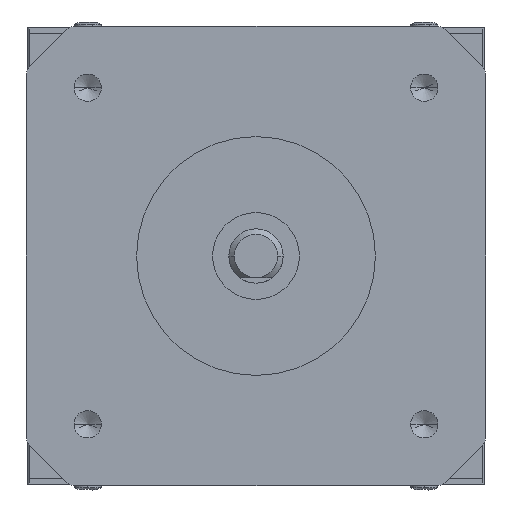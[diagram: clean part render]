
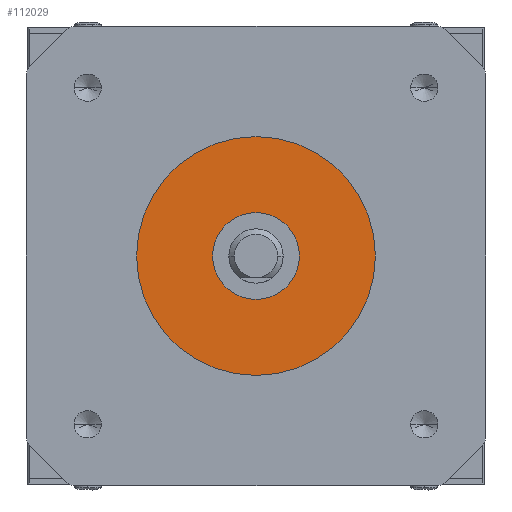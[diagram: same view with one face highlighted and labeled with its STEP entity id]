
A CAD part, front view. The second image highlights one B-rep face of the part: STEP entity #112029.
In plain terms, the highlighted face is planar.
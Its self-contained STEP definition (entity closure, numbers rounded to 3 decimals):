
#3490 = DIRECTION ( 'NONE',  ( 0., 0., -1. ) ) ;
#4093 = CARTESIAN_POINT ( 'NONE',  ( -4., 0., -27.5 ) ) ;
#8304 = FACE_OUTER_BOUND ( 'NONE', #71135, .T. ) ;
#9935 = VERTEX_POINT ( 'NONE', #4093 ) ;
#9991 = CARTESIAN_POINT ( 'NONE',  ( 0., 0., -27.5 ) ) ;
#10058 = DIRECTION ( 'NONE',  ( 0., 0., -1. ) ) ;
#18723 = CIRCLE ( 'NONE', #115804, 11. ) ;
#18880 = DIRECTION ( 'NONE',  ( 0., 0., -1. ) ) ;
#20761 = VERTEX_POINT ( 'NONE', #74424 ) ;
#23434 = CARTESIAN_POINT ( 'NONE',  ( 0., 0., -27.5 ) ) ;
#27099 = ORIENTED_EDGE ( 'NONE', *, *, #27761, .T. ) ;
#27761 = EDGE_CURVE ( 'NONE', #28533, #96290, #43709, .T. ) ;
#28533 = VERTEX_POINT ( 'NONE', #39752 ) ;
#29412 = EDGE_CURVE ( 'NONE', #20761, #9935, #72050, .T. ) ;
#39752 = CARTESIAN_POINT ( 'NONE',  ( 11., 0., -27.5 ) ) ;
#41569 = CARTESIAN_POINT ( 'NONE',  ( -11., 0., -27.5 ) ) ;
#43709 = CIRCLE ( 'NONE', #107322, 11. ) ;
#44099 = DIRECTION ( 'NONE',  ( -1., 0., 0. ) ) ;
#52817 = DIRECTION ( 'NONE',  ( 0., 0., -1. ) ) ;
#53486 = CARTESIAN_POINT ( 'NONE',  ( 0., 0., -27.5 ) ) ;
#53986 = DIRECTION ( 'NONE',  ( -1., 0., 0. ) ) ;
#55431 = ORIENTED_EDGE ( 'NONE', *, *, #29412, .F. ) ;
#65459 = DIRECTION ( 'NONE',  ( -1., 0., 0. ) ) ;
#71135 = EDGE_LOOP ( 'NONE', ( #27099, #111847 ) ) ;
#72050 = CIRCLE ( 'NONE', #115182, 4. ) ;
#74424 = CARTESIAN_POINT ( 'NONE',  ( 4., 0., -27.5 ) ) ;
#78680 = CIRCLE ( 'NONE', #99321, 4. ) ;
#79237 = CARTESIAN_POINT ( 'NONE',  ( 0., 0., -27.5 ) ) ;
#80384 = FACE_BOUND ( 'NONE', #88224, .T. ) ;
#81277 = CARTESIAN_POINT ( 'NONE',  ( 0., 0., -27.5 ) ) ;
#86033 = AXIS2_PLACEMENT_3D ( 'NONE', #79237, #10058, #44099 ) ;
#88224 = EDGE_LOOP ( 'NONE', ( #55431, #115588 ) ) ;
#94304 = EDGE_CURVE ( 'NONE', #96290, #28533, #18723, .T. ) ;
#96290 = VERTEX_POINT ( 'NONE', #41569 ) ;
#99192 = PLANE ( 'NONE',  #86033 ) ;
#99321 = AXIS2_PLACEMENT_3D ( 'NONE', #81277, #101214, #65459 ) ;
#101214 = DIRECTION ( 'NONE',  ( 0., 0., -1. ) ) ;
#107322 = AXIS2_PLACEMENT_3D ( 'NONE', #9991, #52817, #53986 ) ;
#108043 = DIRECTION ( 'NONE',  ( -1., 0., 0. ) ) ;
#111419 = DIRECTION ( 'NONE',  ( -1., 0., 0. ) ) ;
#111847 = ORIENTED_EDGE ( 'NONE', *, *, #94304, .T. ) ;
#112029 = ADVANCED_FACE ( 'NONE', ( #8304, #80384 ), #99192, .T. ) ;
#113058 = EDGE_CURVE ( 'NONE', #9935, #20761, #78680, .T. ) ;
#115182 = AXIS2_PLACEMENT_3D ( 'NONE', #53486, #18880, #108043 ) ;
#115588 = ORIENTED_EDGE ( 'NONE', *, *, #113058, .F. ) ;
#115804 = AXIS2_PLACEMENT_3D ( 'NONE', #23434, #3490, #111419 ) ;
